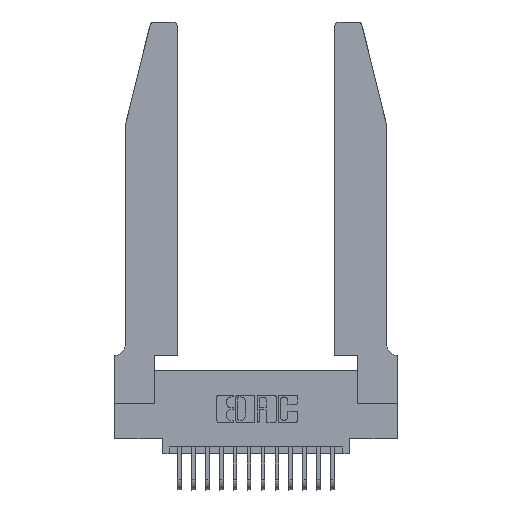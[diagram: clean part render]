
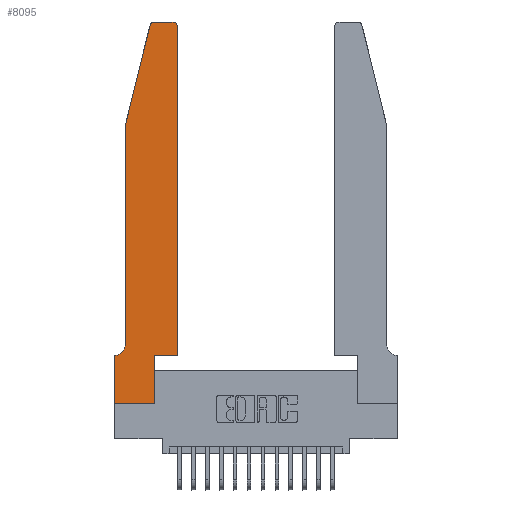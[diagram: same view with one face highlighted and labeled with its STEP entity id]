
A CAD part, top view. The second image highlights one B-rep face of the part: STEP entity #8095.
In plain terms, the highlighted planar face has unit normal (0, 0, 1).
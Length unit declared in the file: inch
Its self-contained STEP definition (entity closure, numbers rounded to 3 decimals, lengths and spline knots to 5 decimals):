
#482 = EDGE_CURVE ( 'NONE', #18312, #17630, #17563, .T. ) ;
#641 = DIRECTION ( 'NONE',  ( 0., -1., 0. ) ) ;
#686 = ORIENTED_EDGE ( 'NONE', *, *, #11726, .T. ) ;
#777 = CARTESIAN_POINT ( 'NONE',  ( 0., 0., 0.37 ) ) ;
#850 = CARTESIAN_POINT ( 'NONE',  ( 0.4505, 0.35, 0.37 ) ) ;
#1052 = DIRECTION ( 'NONE',  ( 0., 0., 1. ) ) ;
#1538 = CARTESIAN_POINT ( 'NONE',  ( 0., 0.35, 0.37 ) ) ;
#1971 = ORIENTED_EDGE ( 'NONE', *, *, #14639, .T. ) ;
#2624 = VERTEX_POINT ( 'NONE', #4304 ) ;
#3114 = DIRECTION ( 'NONE',  ( 0., 0., 1. ) ) ;
#3120 = CARTESIAN_POINT ( 'NONE',  ( 0.0055, 0.42, 0.37 ) ) ;
#3378 = CARTESIAN_POINT ( 'NONE',  ( 0.0755, 2., 0.37 ) ) ;
#3394 = FACE_OUTER_BOUND ( 'NONE', #5779, .T. ) ;
#3579 = ORIENTED_EDGE ( 'NONE', *, *, #482, .T. ) ;
#3603 = LINE ( 'NONE', #16048, #11407 ) ;
#3923 = CARTESIAN_POINT ( 'NONE',  ( 0.4505, 0.35, 0.37 ) ) ;
#3980 = CARTESIAN_POINT ( 'NONE',  ( 0., 0., 0.37 ) ) ;
#4094 = PLANE ( 'NONE',  #15313 ) ;
#4127 = EDGE_CURVE ( 'NONE', #19878, #2624, #8175, .T. ) ;
#4273 = ORIENTED_EDGE ( 'NONE', *, *, #12855, .T. ) ;
#4304 = CARTESIAN_POINT ( 'NONE',  ( 0.0055, 0.35, 0.37 ) ) ;
#4455 = CARTESIAN_POINT ( 'NONE',  ( 0.25487, 2.72718, 0.37 ) ) ;
#4492 = LINE ( 'NONE', #13823, #12295 ) ;
#4519 = EDGE_CURVE ( 'NONE', #17630, #10160, #19215, .T. ) ;
#4633 = CARTESIAN_POINT ( 'NONE',  ( 0., 0., 0.37 ) ) ;
#4649 = DIRECTION ( 'NONE',  ( -1., 0., 0. ) ) ;
#5779 = EDGE_LOOP ( 'NONE', ( #6614, #3579, #13944, #12751, #17408, #4273, #16640, #9335, #1971, #16470, #686, #13881 ) ) ;
#6086 = VECTOR ( 'NONE', #19709, 39.37008 ) ;
#6614 = ORIENTED_EDGE ( 'NONE', *, *, #19447, .T. ) ;
#6805 = CARTESIAN_POINT ( 'NONE',  ( 0.0755, 0.42, 0.37 ) ) ;
#6906 = VECTOR ( 'NONE', #13157, 39.37008 ) ;
#6985 = VECTOR ( 'NONE', #19887, 39.37008 ) ;
#7194 = CARTESIAN_POINT ( 'NONE',  ( 0.0755, 2., 0.37 ) ) ;
#8095 = ADVANCED_FACE ( 'NONE', ( #3394 ), #4094, .T. ) ;
#8122 = EDGE_CURVE ( 'NONE', #17859, #19115, #11188, .T. ) ;
#8175 = CIRCLE ( 'NONE', #9632, 0.07 ) ;
#9100 = DIRECTION ( 'NONE',  ( 0., 0., 1. ) ) ;
#9150 = CARTESIAN_POINT ( 'NONE',  ( 0.0755, 0.35, 0.37 ) ) ;
#9335 = ORIENTED_EDGE ( 'NONE', *, *, #16569, .T. ) ;
#9617 = CARTESIAN_POINT ( 'NONE',  ( 0.4205, 2.75, 0.37 ) ) ;
#9632 = AXIS2_PLACEMENT_3D ( 'NONE', #3120, #13955, #4649 ) ;
#10160 = VERTEX_POINT ( 'NONE', #3378 ) ;
#10401 = CARTESIAN_POINT ( 'NONE',  ( 0., 0.35, 0.37 ) ) ;
#10540 = CARTESIAN_POINT ( 'NONE',  ( 0.2605, 2.75, 0.37 ) ) ;
#10817 = VERTEX_POINT ( 'NONE', #18987 ) ;
#11188 = CIRCLE ( 'NONE', #16321, 0.03 ) ;
#11407 = VECTOR ( 'NONE', #11534, 39.37008 ) ;
#11534 = DIRECTION ( 'NONE',  ( 0., -1., 0. ) ) ;
#11619 = LINE ( 'NONE', #9150, #6985 ) ;
#11726 = EDGE_CURVE ( 'NONE', #15064, #17859, #18609, .T. ) ;
#11930 = DIRECTION ( 'NONE',  ( 1., 0., 0. ) ) ;
#11940 = DIRECTION ( 'NONE',  ( 1., 0., 0. ) ) ;
#12112 = EDGE_CURVE ( 'NONE', #10160, #19878, #3603, .T. ) ;
#12141 = EDGE_CURVE ( 'NONE', #19604, #14521, #16907, .T. ) ;
#12218 = DIRECTION ( 'NONE',  ( 0., 1., 0. ) ) ;
#12295 = VECTOR ( 'NONE', #12218, 39.37008 ) ;
#12400 = CARTESIAN_POINT ( 'NONE',  ( 0.4205, 2.72, 0.37 ) ) ;
#12682 = CARTESIAN_POINT ( 'NONE',  ( 0.4505, 2.72, 0.37 ) ) ;
#12751 = ORIENTED_EDGE ( 'NONE', *, *, #12112, .T. ) ;
#12795 = AXIS2_PLACEMENT_3D ( 'NONE', #19223, #9100, #18684 ) ;
#12855 = EDGE_CURVE ( 'NONE', #2624, #19604, #11619, .T. ) ;
#13157 = DIRECTION ( 'NONE',  ( 1., 0., 0. ) ) ;
#13671 = CARTESIAN_POINT ( 'NONE',  ( 0.284, 2.75, 0.37 ) ) ;
#13823 = CARTESIAN_POINT ( 'NONE',  ( 0.2865, 0.35, 0.37 ) ) ;
#13828 = LINE ( 'NONE', #10540, #6086 ) ;
#13881 = ORIENTED_EDGE ( 'NONE', *, *, #8122, .T. ) ;
#13944 = ORIENTED_EDGE ( 'NONE', *, *, #4519, .T. ) ;
#13951 = DIRECTION ( 'NONE',  ( 1., 0., 0. ) ) ;
#13955 = DIRECTION ( 'NONE',  ( 0., 0., -1. ) ) ;
#14065 = VECTOR ( 'NONE', #18306, 39.37008 ) ;
#14165 = CARTESIAN_POINT ( 'NONE',  ( 0.2865, 0., 0.37 ) ) ;
#14204 = VECTOR ( 'NONE', #16390, 39.37008 ) ;
#14521 = VERTEX_POINT ( 'NONE', #3980 ) ;
#14633 = LINE ( 'NONE', #3923, #6906 ) ;
#14639 = EDGE_CURVE ( 'NONE', #14809, #10817, #4492, .T. ) ;
#14809 = VERTEX_POINT ( 'NONE', #14165 ) ;
#15064 = VERTEX_POINT ( 'NONE', #850 ) ;
#15313 = AXIS2_PLACEMENT_3D ( 'NONE', #10401, #1052, #11940 ) ;
#15917 = VECTOR ( 'NONE', #641, 39.37008 ) ;
#16037 = LINE ( 'NONE', #4633, #19173 ) ;
#16048 = CARTESIAN_POINT ( 'NONE',  ( 0.0755, 2., 0.37 ) ) ;
#16119 = EDGE_CURVE ( 'NONE', #10817, #15064, #14633, .T. ) ;
#16321 = AXIS2_PLACEMENT_3D ( 'NONE', #12400, #3114, #13951 ) ;
#16390 = DIRECTION ( 'NONE',  ( -0.239, -0.971, 0. ) ) ;
#16470 = ORIENTED_EDGE ( 'NONE', *, *, #16119, .T. ) ;
#16569 = EDGE_CURVE ( 'NONE', #14521, #14809, #16037, .T. ) ;
#16640 = ORIENTED_EDGE ( 'NONE', *, *, #12141, .T. ) ;
#16749 = CARTESIAN_POINT ( 'NONE',  ( 0.4505, 0.35, 0.37 ) ) ;
#16907 = LINE ( 'NONE', #777, #15917 ) ;
#17408 = ORIENTED_EDGE ( 'NONE', *, *, #4127, .T. ) ;
#17563 = CIRCLE ( 'NONE', #12795, 0.03 ) ;
#17630 = VERTEX_POINT ( 'NONE', #4455 ) ;
#17859 = VERTEX_POINT ( 'NONE', #12682 ) ;
#18306 = DIRECTION ( 'NONE',  ( 0., 1., 0. ) ) ;
#18312 = VERTEX_POINT ( 'NONE', #13671 ) ;
#18609 = LINE ( 'NONE', #16749, #14065 ) ;
#18684 = DIRECTION ( 'NONE',  ( 1., 0., 0. ) ) ;
#18987 = CARTESIAN_POINT ( 'NONE',  ( 0.2865, 0.35, 0.37 ) ) ;
#19115 = VERTEX_POINT ( 'NONE', #9617 ) ;
#19173 = VECTOR ( 'NONE', #11930, 39.37008 ) ;
#19215 = LINE ( 'NONE', #7194, #14204 ) ;
#19223 = CARTESIAN_POINT ( 'NONE',  ( 0.284, 2.72, 0.37 ) ) ;
#19447 = EDGE_CURVE ( 'NONE', #19115, #18312, #13828, .T. ) ;
#19604 = VERTEX_POINT ( 'NONE', #1538 ) ;
#19709 = DIRECTION ( 'NONE',  ( -1., 0., 0. ) ) ;
#19878 = VERTEX_POINT ( 'NONE', #6805 ) ;
#19887 = DIRECTION ( 'NONE',  ( -1., 0., 0. ) ) ;
